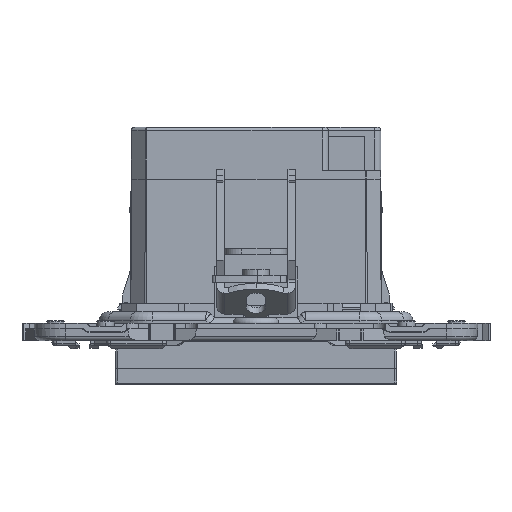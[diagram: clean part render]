
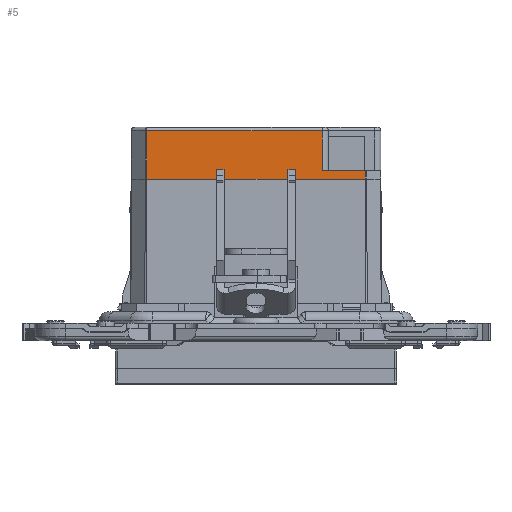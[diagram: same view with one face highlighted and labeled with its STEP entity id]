
A CAD part, front view. The second image highlights one B-rep face of the part: STEP entity #5.
In plain terms, the highlighted planar face has unit normal (0, -1, 0).
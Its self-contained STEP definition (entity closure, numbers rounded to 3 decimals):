
#5 = ADVANCED_FACE ( 'NONE', ( #72658 ), #40562, .T. ) ;
#2225 = CARTESIAN_POINT ( 'NONE',  ( 10.065, -709.17, 29.537 ) ) ;
#6429 = LINE ( 'NONE', #20743, #15135 ) ;
#8672 = DIRECTION ( 'NONE',  ( 0., 0., 1. ) ) ;
#10551 = ORIENTED_EDGE ( 'NONE', *, *, #58639, .T. ) ;
#11219 = LINE ( 'NONE', #57642, #34495 ) ;
#14614 = LINE ( 'NONE', #59359, #50575 ) ;
#15135 = VECTOR ( 'NONE', #66300, 1000. ) ;
#16593 = ORIENTED_EDGE ( 'NONE', *, *, #53711, .T. ) ;
#18255 = VERTEX_POINT ( 'NONE', #68068 ) ;
#19784 = ORIENTED_EDGE ( 'NONE', *, *, #55282, .F. ) ;
#20508 = LINE ( 'NONE', #33909, #66163 ) ;
#20633 = DIRECTION ( 'NONE',  ( 0., -1., 0. ) ) ;
#20743 = CARTESIAN_POINT ( 'NONE',  ( -17.943, -709.17, 28.187 ) ) ;
#21603 = VERTEX_POINT ( 'NONE', #2225 ) ;
#23090 = VERTEX_POINT ( 'NONE', #82387 ) ;
#25131 = AXIS2_PLACEMENT_3D ( 'NONE', #54026, #20633, #53164 ) ;
#28719 = DIRECTION ( 'NONE',  ( 0., 0., -1. ) ) ;
#31165 = VECTOR ( 'NONE', #60573, 1000. ) ;
#31748 = EDGE_LOOP ( 'NONE', ( #80014, #16593, #19784, #50929, #73469, #10551 ) ) ;
#33909 = CARTESIAN_POINT ( 'NONE',  ( -17.943, -709.17, 36.487 ) ) ;
#34495 = VECTOR ( 'NONE', #82835, 1000. ) ;
#36775 = CARTESIAN_POINT ( 'NONE',  ( -17.943, -709.17, 28.187 ) ) ;
#37082 = CARTESIAN_POINT ( 'NONE',  ( -17.943, -709.17, 35.887 ) ) ;
#40562 = PLANE ( 'NONE',  #25131 ) ;
#40909 = VERTEX_POINT ( 'NONE', #53147 ) ;
#41211 = LINE ( 'NONE', #75039, #63340 ) ;
#49719 = EDGE_CURVE ( 'NONE', #18255, #68172, #53637, .T. ) ;
#50575 = VECTOR ( 'NONE', #85822, 1000. ) ;
#50929 = ORIENTED_EDGE ( 'NONE', *, *, #78819, .F. ) ;
#53147 = CARTESIAN_POINT ( 'NONE',  ( 16.943, -709.17, 28.187 ) ) ;
#53164 = DIRECTION ( 'NONE',  ( 0., 0., -1. ) ) ;
#53637 = LINE ( 'NONE', #55369, #31165 ) ;
#53711 = EDGE_CURVE ( 'NONE', #68172, #72476, #20508, .T. ) ;
#54026 = CARTESIAN_POINT ( 'NONE',  ( -0.5, -709.17, 36.487 ) ) ;
#55282 = EDGE_CURVE ( 'NONE', #40909, #72476, #6429, .T. ) ;
#55369 = CARTESIAN_POINT ( 'NONE',  ( -17.943, -709.17, 35.887 ) ) ;
#57642 = CARTESIAN_POINT ( 'NONE',  ( -17.943, -709.17, 29.537 ) ) ;
#58639 = EDGE_CURVE ( 'NONE', #21603, #18255, #41211, .T. ) ;
#59359 = CARTESIAN_POINT ( 'NONE',  ( 16.943, -709.17, 36.487 ) ) ;
#60573 = DIRECTION ( 'NONE',  ( -1., 0., 0. ) ) ;
#62582 = EDGE_CURVE ( 'NONE', #23090, #21603, #11219, .T. ) ;
#63340 = VECTOR ( 'NONE', #8672, 1000. ) ;
#66163 = VECTOR ( 'NONE', #28719, 1000. ) ;
#66300 = DIRECTION ( 'NONE',  ( -1., 0., 0. ) ) ;
#68068 = CARTESIAN_POINT ( 'NONE',  ( 10.065, -709.17, 35.887 ) ) ;
#68172 = VERTEX_POINT ( 'NONE', #37082 ) ;
#72476 = VERTEX_POINT ( 'NONE', #36775 ) ;
#72658 = FACE_OUTER_BOUND ( 'NONE', #31748, .T. ) ;
#73469 = ORIENTED_EDGE ( 'NONE', *, *, #62582, .T. ) ;
#75039 = CARTESIAN_POINT ( 'NONE',  ( 10.065, -709.17, 36.487 ) ) ;
#78819 = EDGE_CURVE ( 'NONE', #23090, #40909, #14614, .T. ) ;
#80014 = ORIENTED_EDGE ( 'NONE', *, *, #49719, .T. ) ;
#82387 = CARTESIAN_POINT ( 'NONE',  ( 16.943, -709.17, 29.537 ) ) ;
#82835 = DIRECTION ( 'NONE',  ( -1., 0., 0. ) ) ;
#85822 = DIRECTION ( 'NONE',  ( 0., 0., -1. ) ) ;
